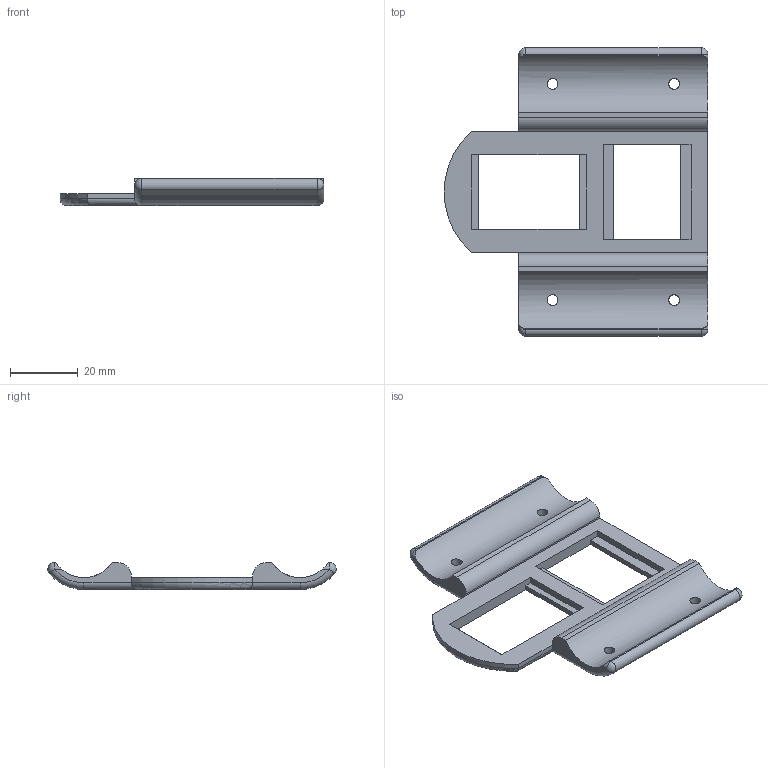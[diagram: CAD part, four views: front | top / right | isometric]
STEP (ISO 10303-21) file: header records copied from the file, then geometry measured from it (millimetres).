
FILE_DESCRIPTION(('FreeCAD Model'),'2;1');
FILE_NAME('Open CASCADE Shape Model','2022-02-15T19:15:16',('Author'),( ''),'Open CASCADE STEP processor 7.5','FreeCAD','Unknown');
FILE_SCHEMA(('AUTOMOTIVE_DESIGN { 1 0 10303 214 1 1 1 1 }'));
Length unit declared in the file: millimetre
Products named in the file (1): NEW.power.plate
Bounding box: 78.13 x 85.43 x 8 mm (x, y, z)
Volume: 18259.6 mm3; surface area: 11061 mm2
Topology: 1 solids, 1 shells, 60 faces, 170 edges, 104 vertices
Faces by surface type: plane 29, cylinder 22, torus 5, sphere 4
Full cylindrical faces by diameter (mm): 3.2 x4
Entity records: 5633 total; most frequent: CARTESIAN_POINT 2464, DIRECTION 534, ORIENTED_EDGE 332, PCURVE 332, DEFINITIONAL_REPRESENTATION 332, LINE 313, VECTOR 313, EDGE_CURVE 166
